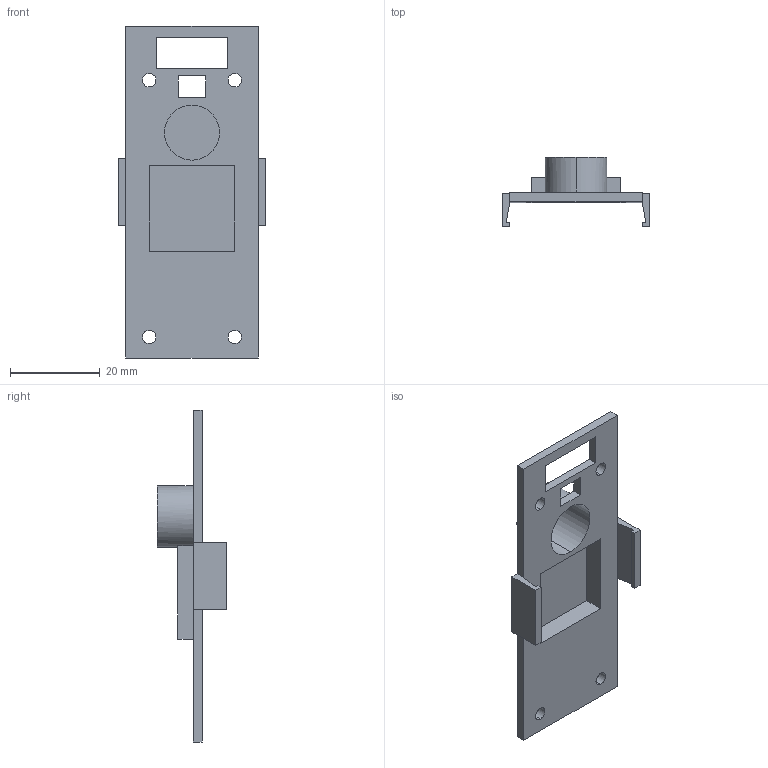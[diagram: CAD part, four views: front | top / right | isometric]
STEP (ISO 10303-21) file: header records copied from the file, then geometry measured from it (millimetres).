
FILE_DESCRIPTION (( 'STEP AP214' ), '1' );
FILE_NAME ('Telemetrum case 2.STEP', '2024-05-29T19:48:46', ( '' ), ( '' ), 'SwSTEP 2.0', 'SolidWorks 2024', '' );
FILE_SCHEMA (( 'AUTOMOTIVE_DESIGN' ));
Length unit declared in the file: centimetre
Products named in the file (1): Telemetrum case 2
Bounding box: 32.9 x 15.47 x 73.9 mm (x, y, z)
Volume: 4240.1 mm3; surface area: 6412.2 mm2
Topology: 1 solids, 1 shells, 57 faces, 152 edges, 100 vertices
Faces by surface type: plane 45, cylinder 12
Entity records: 1807 total; most frequent: CARTESIAN_POINT 310, ORIENTED_EDGE 304, DIRECTION 294, EDGE_CURVE 152, VECTOR 126, LINE 126, VERTEX_POINT 100, AXIS2_PLACEMENT_3D 84
